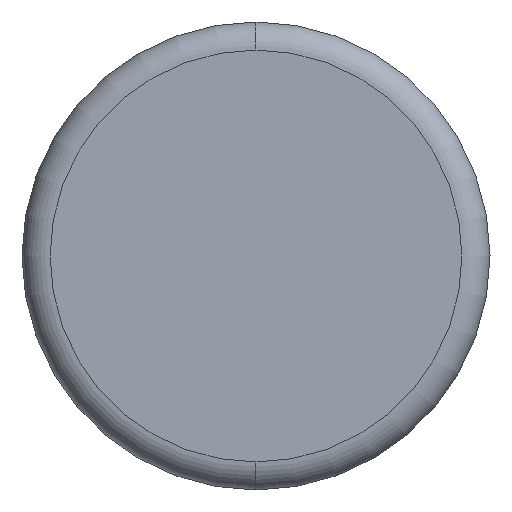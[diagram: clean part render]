
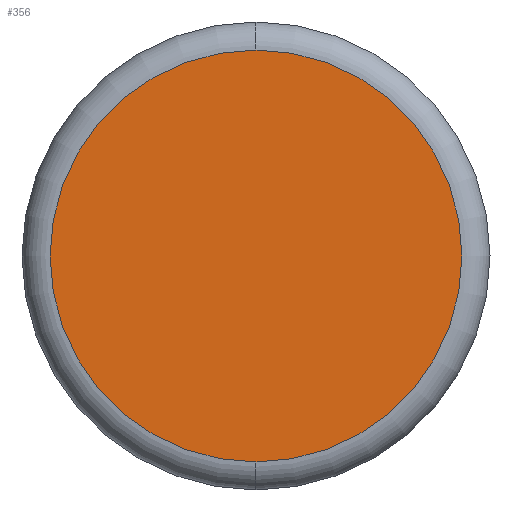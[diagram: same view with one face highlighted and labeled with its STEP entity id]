
A CAD part, front view. The second image highlights one B-rep face of the part: STEP entity #356.
In plain terms, the highlighted planar face has unit normal (0, -1, 0).
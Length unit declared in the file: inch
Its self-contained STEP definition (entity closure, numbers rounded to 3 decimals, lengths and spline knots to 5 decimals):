
#15 = DIRECTION ( 'NONE',  ( 0., -1., 0. ) ) ;
#17 = EDGE_CURVE ( 'NONE', #133, #30, #200, .T. ) ;
#29 = AXIS2_PLACEMENT_3D ( 'NONE', #521, #15, #189 ) ;
#30 = VERTEX_POINT ( 'NONE', #157 ) ;
#48 = EDGE_LOOP ( 'NONE', ( #225, #417 ) ) ;
#67 = CARTESIAN_POINT ( 'NONE',  ( 0., 0., 0.22 ) ) ;
#71 = FACE_OUTER_BOUND ( 'NONE', #48, .T. ) ;
#102 = AXIS2_PLACEMENT_3D ( 'NONE', #489, #209, #407 ) ;
#126 = EDGE_CURVE ( 'NONE', #30, #133, #458, .T. ) ;
#133 = VERTEX_POINT ( 'NONE', #67 ) ;
#157 = CARTESIAN_POINT ( 'NONE',  ( 0., 0., -0.22 ) ) ;
#162 = DIRECTION ( 'NONE',  ( 0., 0., -1. ) ) ;
#173 = CARTESIAN_POINT ( 'NONE',  ( 0., 0., 0. ) ) ;
#189 = DIRECTION ( 'NONE',  ( 0., 0., -1. ) ) ;
#200 = CIRCLE ( 'NONE', #29, 0.22 ) ;
#209 = DIRECTION ( 'NONE',  ( 0., -1., 0. ) ) ;
#217 = DIRECTION ( 'NONE',  ( 0., -1., 0. ) ) ;
#225 = ORIENTED_EDGE ( 'NONE', *, *, #126, .T. ) ;
#356 = ADVANCED_FACE ( 'NONE', ( #71 ), #539, .T. ) ;
#407 = DIRECTION ( 'NONE',  ( 0., 0., -1. ) ) ;
#417 = ORIENTED_EDGE ( 'NONE', *, *, #17, .T. ) ;
#439 = AXIS2_PLACEMENT_3D ( 'NONE', #173, #217, #162 ) ;
#458 = CIRCLE ( 'NONE', #102, 0.22 ) ;
#489 = CARTESIAN_POINT ( 'NONE',  ( 0., 0., 0. ) ) ;
#521 = CARTESIAN_POINT ( 'NONE',  ( 0., 0., 0. ) ) ;
#539 = PLANE ( 'NONE',  #439 ) ;
